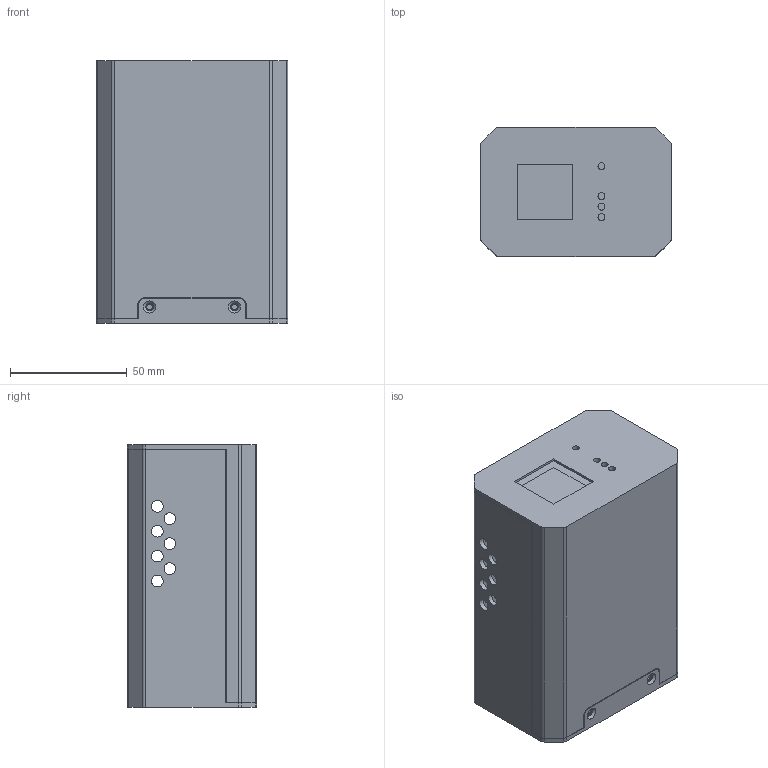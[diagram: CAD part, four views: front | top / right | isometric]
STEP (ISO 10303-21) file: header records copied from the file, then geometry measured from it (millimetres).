
FILE_DESCRIPTION(/* description */ (''),/* implementation_level */ '2;1');
FILE_NAME(/* name */ 'pibox.step',/* time_stamp */ '2021-12-13T21:11:36-07:00',/* author */ ('dan'),/* organization */ (''),/* preprocessor_version */ 'ST-DEVELOPER v17',/* originating_system */ 'Autodesk Inventor 2019',/* authorisation */ '');
FILE_SCHEMA (('AUTOMOTIVE_DESIGN { 1 0 10303 214 3 1 1 }'));
Length unit declared in the file: millimetre
Products named in the file (4): mini-simple; pcb-assembly; new-plastic-bottom; new-plastic-top
Assembly tree (3 placements, depth 2):
  mini-simple
    pcb-assembly
    new-plastic-bottom
    new-plastic-top
Bounding box: 82 x 55.25 x 112.5 mm (x, y, z)
Volume: 92812.6 mm3; surface area: 97231.3 mm2
Topology: 3 solids, 3 shells, 420 faces, 1188 edges, 783 vertices
Faces by surface type: plane 240, cylinder 162, bspline 11, cone 6, torus 1
Full cylindrical faces by diameter (mm): 2.5 x4, 2.7 x2, 3 x8, 3.2 x2, 5 x23, 5.2 x12
Entity records: 14985 total; most frequent: CARTESIAN_POINT 3426, ORIENTED_EDGE 2372, DIRECTION 2348, EDGE_CURVE 1186, LINE 814, VECTOR 814, VERTEX_POINT 783, AXIS2_PLACEMENT_3D 767
